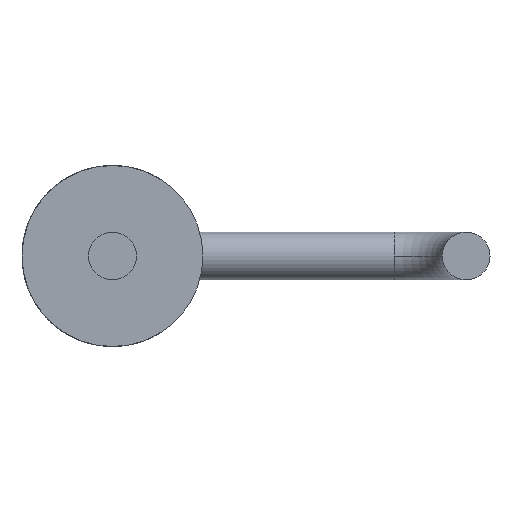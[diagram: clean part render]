
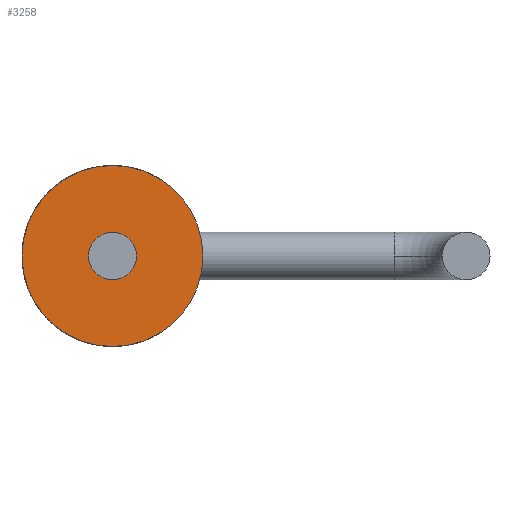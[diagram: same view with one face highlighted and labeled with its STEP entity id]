
A CAD part, front view. The second image highlights one B-rep face of the part: STEP entity #3258.
In plain terms, the highlighted planar face has unit normal (0, -1, 0).
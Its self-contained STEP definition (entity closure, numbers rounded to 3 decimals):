
#35 = DIRECTION ( 'NONE',  ( 0., 0., 1. ) ) ;
#184 = DIRECTION ( 'NONE',  ( 0., 0., 1. ) ) ;
#224 = CARTESIAN_POINT ( 'NONE',  ( 0., 2., 0. ) ) ;
#309 = DIRECTION ( 'NONE',  ( 0., -1., 0. ) ) ;
#648 = ORIENTED_EDGE ( 'NONE', *, *, #3192, .F. ) ;
#665 = DIRECTION ( 'NONE',  ( 0., -1., 0. ) ) ;
#1052 = DIRECTION ( 'NONE',  ( 0., 0., 1. ) ) ;
#1272 = EDGE_CURVE ( 'NONE', #3668, #1869, #4338, .T. ) ;
#1690 = CARTESIAN_POINT ( 'NONE',  ( 0., 2., -1.3 ) ) ;
#1733 = CARTESIAN_POINT ( 'NONE',  ( 0., 2., 0. ) ) ;
#1869 = VERTEX_POINT ( 'NONE', #3559 ) ;
#1975 = VERTEX_POINT ( 'NONE', #3989 ) ;
#2011 = AXIS2_PLACEMENT_3D ( 'NONE', #2783, #309, #2737 ) ;
#2177 = PLANE ( 'NONE',  #3044 ) ;
#2356 = AXIS2_PLACEMENT_3D ( 'NONE', #1733, #4523, #35 ) ;
#2377 = AXIS2_PLACEMENT_3D ( 'NONE', #2622, #4354, #3235 ) ;
#2447 = EDGE_CURVE ( 'NONE', #1975, #4328, #3316, .T. ) ;
#2512 = ORIENTED_EDGE ( 'NONE', *, *, #2447, .F. ) ;
#2599 = EDGE_CURVE ( 'NONE', #1869, #3668, #4363, .T. ) ;
#2622 = CARTESIAN_POINT ( 'NONE',  ( 0., 2., 0. ) ) ;
#2689 = EDGE_LOOP ( 'NONE', ( #648, #2512 ) ) ;
#2737 = DIRECTION ( 'NONE',  ( 0., 0., 1. ) ) ;
#2783 = CARTESIAN_POINT ( 'NONE',  ( 0., 2., 0. ) ) ;
#2875 = ORIENTED_EDGE ( 'NONE', *, *, #1272, .F. ) ;
#3044 = AXIS2_PLACEMENT_3D ( 'NONE', #224, #3352, #184 ) ;
#3058 = CARTESIAN_POINT ( 'NONE',  ( 0.343, 2., 0. ) ) ;
#3088 = CARTESIAN_POINT ( 'NONE',  ( 0., 2., 0. ) ) ;
#3180 = CIRCLE ( 'NONE', #2011, 0.343 ) ;
#3192 = EDGE_CURVE ( 'NONE', #4328, #1975, #3180, .T. ) ;
#3235 = DIRECTION ( 'NONE',  ( 0., 0., 1. ) ) ;
#3258 = ADVANCED_FACE ( 'NONE', ( #3553, #3959 ), #2177, .F. ) ;
#3316 = CIRCLE ( 'NONE', #4048, 0.343 ) ;
#3352 = DIRECTION ( 'NONE',  ( 0., 1., 0. ) ) ;
#3421 = EDGE_LOOP ( 'NONE', ( #2875, #4454 ) ) ;
#3553 = FACE_BOUND ( 'NONE', #2689, .T. ) ;
#3559 = CARTESIAN_POINT ( 'NONE',  ( 0., 2., 1.3 ) ) ;
#3668 = VERTEX_POINT ( 'NONE', #1690 ) ;
#3959 = FACE_OUTER_BOUND ( 'NONE', #3421, .T. ) ;
#3989 = CARTESIAN_POINT ( 'NONE',  ( -0.343, 2., 0. ) ) ;
#4048 = AXIS2_PLACEMENT_3D ( 'NONE', #3088, #665, #1052 ) ;
#4328 = VERTEX_POINT ( 'NONE', #3058 ) ;
#4338 = CIRCLE ( 'NONE', #2356, 1.3 ) ;
#4354 = DIRECTION ( 'NONE',  ( 0., 1., 0. ) ) ;
#4363 = CIRCLE ( 'NONE', #2377, 1.3 ) ;
#4454 = ORIENTED_EDGE ( 'NONE', *, *, #2599, .F. ) ;
#4523 = DIRECTION ( 'NONE',  ( 0., 1., 0. ) ) ;
